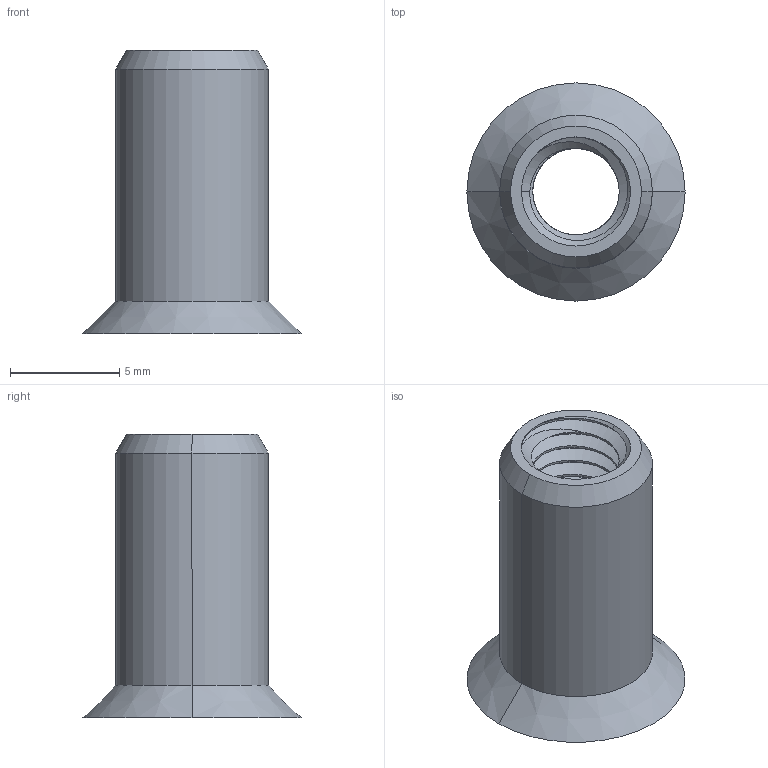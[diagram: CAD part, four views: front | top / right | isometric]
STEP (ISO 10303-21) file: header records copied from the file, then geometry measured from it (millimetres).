
FILE_DESCRIPTION (( 'STEP AP203' ), '1' );
FILE_NAME ('90764A150_REV_A.step', '2025-08-17T05:21:27', ( '' ), ( '' ), 'SwSTEP 2.0', 'SolidWorks 2024', '' );
FILE_SCHEMA (( 'CONFIG_CONTROL_DESIGN' ));
Length unit declared in the file: millimetre
Products named in the file (1): 90764A150_REV_A
Bounding box: 10 x 10 x 13 mm (x, y, z)
Volume: 250.2 mm3; surface area: 658.2 mm2
Topology: 1 solids, 1 shells, 43 faces, 108 edges, 67 vertices
Faces by surface type: cylinder 24, cone 14, bspline 3, plane 2
Entity records: 3677 total; most frequent: CARTESIAN_POINT 2709, ORIENTED_EDGE 216, DIRECTION 159, EDGE_CURVE 108, VERTEX_POINT 67, AXIS2_PLACEMENT_3D 62, EDGE_LOOP 45, FACE_OUTER_BOUND 43
